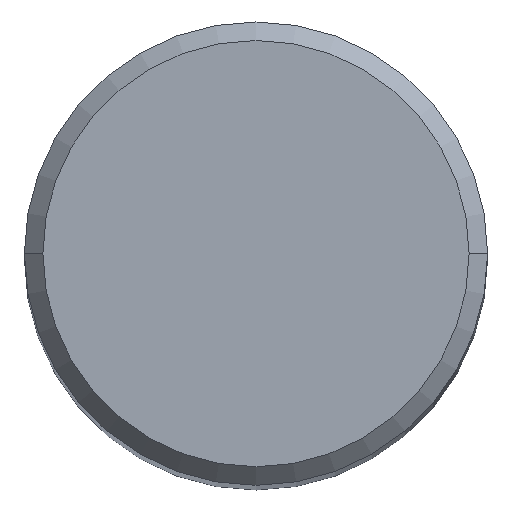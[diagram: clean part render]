
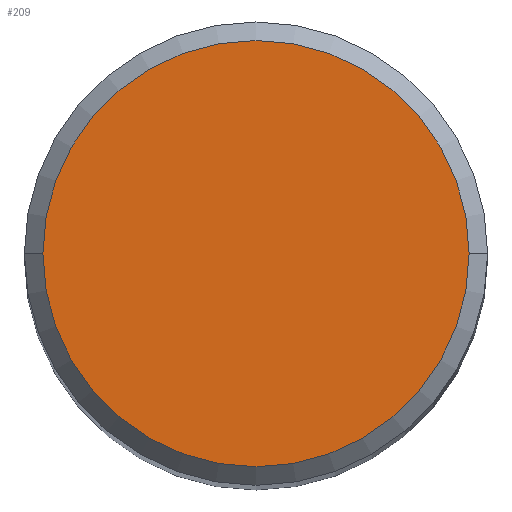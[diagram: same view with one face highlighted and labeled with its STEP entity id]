
A CAD part, top view. The second image highlights one B-rep face of the part: STEP entity #209.
In plain terms, the highlighted planar face has unit normal (0, 0, 1).
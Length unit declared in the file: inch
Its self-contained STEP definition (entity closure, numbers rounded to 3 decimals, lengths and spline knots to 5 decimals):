
#16 = CARTESIAN_POINT ( 'NONE',  ( 0., 0., 2.5 ) ) ;
#31 = EDGE_LOOP ( 'NONE', ( #235, #47 ) ) ;
#32 = PLANE ( 'NONE',  #167 ) ;
#35 = DIRECTION ( 'NONE',  ( 1., 0., 0. ) ) ;
#47 = ORIENTED_EDGE ( 'NONE', *, *, #95, .T. ) ;
#84 = DIRECTION ( 'NONE',  ( 1., 0., 0. ) ) ;
#94 = VERTEX_POINT ( 'NONE', #187 ) ;
#95 = EDGE_CURVE ( 'NONE', #94, #96, #221, .T. ) ;
#96 = VERTEX_POINT ( 'NONE', #146 ) ;
#101 = FACE_OUTER_BOUND ( 'NONE', #31, .T. ) ;
#126 = EDGE_CURVE ( 'NONE', #96, #94, #132, .T. ) ;
#132 = CIRCLE ( 'NONE', #195, 0.1725 ) ;
#141 = DIRECTION ( 'NONE',  ( 1., 0., 0. ) ) ;
#146 = CARTESIAN_POINT ( 'NONE',  ( -0.1725, 0., 2.5 ) ) ;
#166 = DIRECTION ( 'NONE',  ( 0., 0., 1. ) ) ;
#167 = AXIS2_PLACEMENT_3D ( 'NONE', #16, #183, #84 ) ;
#171 = AXIS2_PLACEMENT_3D ( 'NONE', #246, #166, #141 ) ;
#182 = CARTESIAN_POINT ( 'NONE',  ( 0., 0., 2.5 ) ) ;
#183 = DIRECTION ( 'NONE',  ( 0., 0., 1. ) ) ;
#187 = CARTESIAN_POINT ( 'NONE',  ( 0.1725, 0., 2.5 ) ) ;
#195 = AXIS2_PLACEMENT_3D ( 'NONE', #182, #226, #35 ) ;
#209 = ADVANCED_FACE ( 'NONE', ( #101 ), #32, .T. ) ;
#221 = CIRCLE ( 'NONE', #171, 0.1725 ) ;
#226 = DIRECTION ( 'NONE',  ( 0., 0., 1. ) ) ;
#235 = ORIENTED_EDGE ( 'NONE', *, *, #126, .T. ) ;
#246 = CARTESIAN_POINT ( 'NONE',  ( 0., 0., 2.5 ) ) ;
